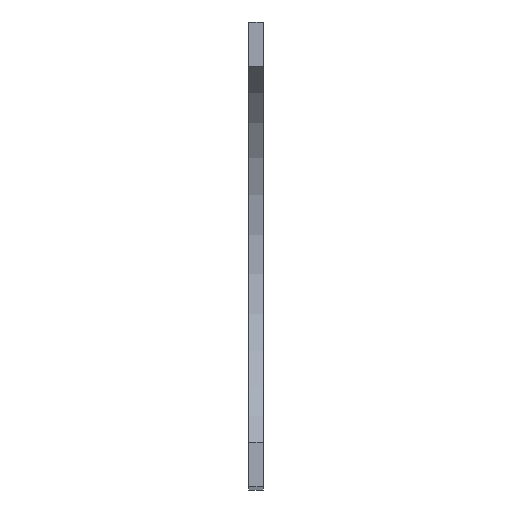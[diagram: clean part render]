
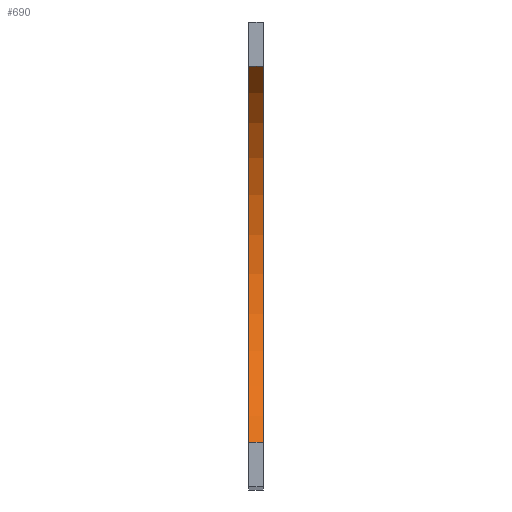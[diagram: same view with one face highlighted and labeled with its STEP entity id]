
A CAD part, top view. The second image highlights one B-rep face of the part: STEP entity #690.
In plain terms, the highlighted cylindrical face has radius 47 mm (diameter 94 mm), a partial arc.
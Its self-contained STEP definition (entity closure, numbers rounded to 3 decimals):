
#94=FACE_OUTER_BOUND('',#126,.T.);
#126=EDGE_LOOP('',(#559,#560,#561,#562));
#207=LINE('',#1162,#245);
#208=LINE('',#1165,#246);
#245=VECTOR('',#977,10.);
#246=VECTOR('',#980,10.);
#307=CIRCLE('',#787,47.);
#308=CIRCLE('',#788,47.);
#361=VERTEX_POINT('',#1158);
#362=VERTEX_POINT('',#1159);
#363=VERTEX_POINT('',#1161);
#364=VERTEX_POINT('',#1163);
#445=EDGE_CURVE('',#361,#362,#307,.T.);
#446=EDGE_CURVE('',#361,#363,#207,.T.);
#447=EDGE_CURVE('',#364,#363,#308,.T.);
#448=EDGE_CURVE('',#362,#364,#208,.T.);
#559=ORIENTED_EDGE('',*,*,#445,.F.);
#560=ORIENTED_EDGE('',*,*,#446,.T.);
#561=ORIENTED_EDGE('',*,*,#447,.F.);
#562=ORIENTED_EDGE('',*,*,#448,.F.);
#664=CYLINDRICAL_SURFACE('',#786,47.);
#690=ADVANCED_FACE('',(#94),#664,.F.);
#786=AXIS2_PLACEMENT_3D('',#1157,#973,#974);
#787=AXIS2_PLACEMENT_3D('',#1160,#975,#976);
#788=AXIS2_PLACEMENT_3D('',#1164,#978,#979);
#973=DIRECTION('center_axis',(-1.,0.,0.));
#974=DIRECTION('ref_axis',(0.,1.,0.));
#975=DIRECTION('center_axis',(-1.,0.,0.));
#976=DIRECTION('ref_axis',(0.,1.,0.));
#977=DIRECTION('',(-1.,0.,0.));
#978=DIRECTION('center_axis',(1.,0.,0.));
#979=DIRECTION('ref_axis',(0.,1.,0.));
#980=DIRECTION('',(-1.,0.,0.));
#1157=CARTESIAN_POINT('Origin',(-70.432,0.,
445.));
#1158=CARTESIAN_POINT('',(-70.432,38.,417.341));
#1159=CARTESIAN_POINT('',(-70.432,-38.,417.341));
#1160=CARTESIAN_POINT('Origin',(-70.432,0.,
445.));
#1161=CARTESIAN_POINT('',(-73.432,38.,417.341));
#1162=CARTESIAN_POINT('',(-70.432,38.,417.341));
#1163=CARTESIAN_POINT('',(-73.432,-38.,417.341));
#1164=CARTESIAN_POINT('Origin',(-73.432,0.,
445.));
#1165=CARTESIAN_POINT('',(-70.432,-38.,417.341));
